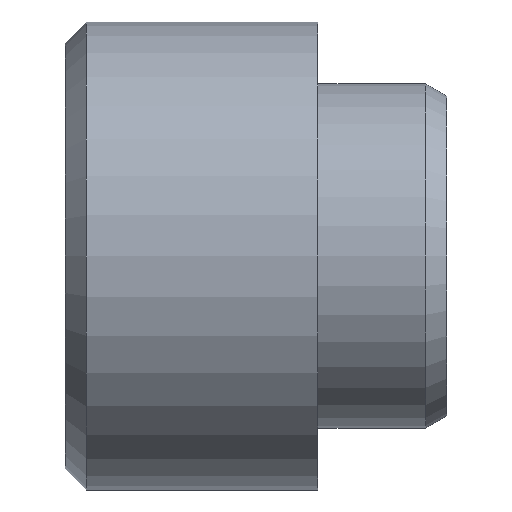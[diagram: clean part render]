
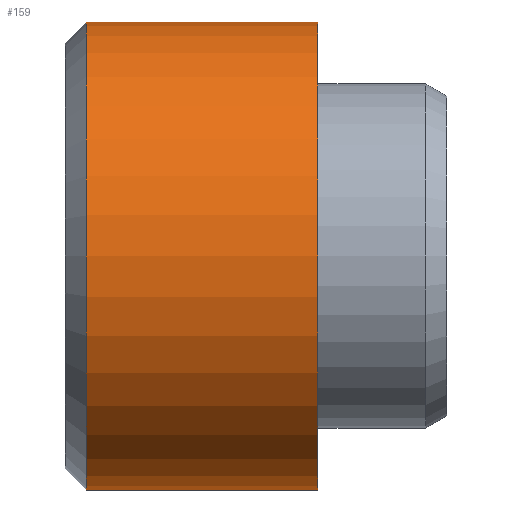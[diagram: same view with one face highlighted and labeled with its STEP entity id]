
A CAD part, left-side view. The second image highlights one B-rep face of the part: STEP entity #159.
In plain terms, the highlighted cylindrical face has radius 2.78 mm (diameter 5.56 mm), a partial arc.
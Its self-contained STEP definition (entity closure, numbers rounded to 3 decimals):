
#7 = CARTESIAN_POINT ( 'NONE',  ( 0., 2.75, -2.78 ) ) ;
#15 = AXIS2_PLACEMENT_3D ( 'NONE', #431, #29, #310 ) ;
#26 = CARTESIAN_POINT ( 'NONE',  ( 0., 36.602, 2.78 ) ) ;
#29 = DIRECTION ( 'NONE',  ( 0., 1., 0. ) ) ;
#42 = ORIENTED_EDGE ( 'NONE', *, *, #470, .T. ) ;
#52 = CARTESIAN_POINT ( 'NONE',  ( 0., 36.602, -2.78 ) ) ;
#60 = DIRECTION ( 'NONE',  ( 0., 1., 0. ) ) ;
#76 = DIRECTION ( 'NONE',  ( 0., -1., 0. ) ) ;
#86 = CARTESIAN_POINT ( 'NONE',  ( 0., 2.75, 2.78 ) ) ;
#90 = VECTOR ( 'NONE', #60, 1000. ) ;
#92 = LINE ( 'NONE', #52, #245 ) ;
#95 = EDGE_CURVE ( 'NONE', #136, #408, #145, .T. ) ;
#103 = CARTESIAN_POINT ( 'NONE',  ( 0., 2.75, 0. ) ) ;
#110 = CIRCLE ( 'NONE', #283, 2.78 ) ;
#117 = DIRECTION ( 'NONE',  ( 0., 0., -1. ) ) ;
#136 = VERTEX_POINT ( 'NONE', #524 ) ;
#145 = LINE ( 'NONE', #26, #90 ) ;
#153 = DIRECTION ( 'NONE',  ( 0., 0., 1. ) ) ;
#157 = ORIENTED_EDGE ( 'NONE', *, *, #257, .T. ) ;
#159 = ADVANCED_FACE ( 'NONE', ( #354 ), #529, .T. ) ;
#173 = CARTESIAN_POINT ( 'NONE',  ( 0., 0., -2.78 ) ) ;
#187 = VERTEX_POINT ( 'NONE', #7 ) ;
#193 = AXIS2_PLACEMENT_3D ( 'NONE', #368, #319, #153 ) ;
#202 = ORIENTED_EDGE ( 'NONE', *, *, #255, .F. ) ;
#245 = VECTOR ( 'NONE', #501, 1000. ) ;
#255 = EDGE_CURVE ( 'NONE', #378, #187, #92, .T. ) ;
#257 = EDGE_CURVE ( 'NONE', #408, #187, #110, .T. ) ;
#283 = AXIS2_PLACEMENT_3D ( 'NONE', #103, #76, #117 ) ;
#310 = DIRECTION ( 'NONE',  ( 0., 0., 1. ) ) ;
#319 = DIRECTION ( 'NONE',  ( 0., 1., 0. ) ) ;
#342 = EDGE_LOOP ( 'NONE', ( #202, #42, #410, #157 ) ) ;
#354 = FACE_OUTER_BOUND ( 'NONE', #342, .T. ) ;
#368 = CARTESIAN_POINT ( 'NONE',  ( 0., 36.602, 0. ) ) ;
#378 = VERTEX_POINT ( 'NONE', #173 ) ;
#408 = VERTEX_POINT ( 'NONE', #86 ) ;
#410 = ORIENTED_EDGE ( 'NONE', *, *, #95, .T. ) ;
#431 = CARTESIAN_POINT ( 'NONE',  ( 0., 0., 0. ) ) ;
#441 = CIRCLE ( 'NONE', #15, 2.78 ) ;
#470 = EDGE_CURVE ( 'NONE', #378, #136, #441, .T. ) ;
#501 = DIRECTION ( 'NONE',  ( 0., 1., 0. ) ) ;
#524 = CARTESIAN_POINT ( 'NONE',  ( 0., 0., 2.78 ) ) ;
#529 = CYLINDRICAL_SURFACE ( 'NONE', #193, 2.78 ) ;
